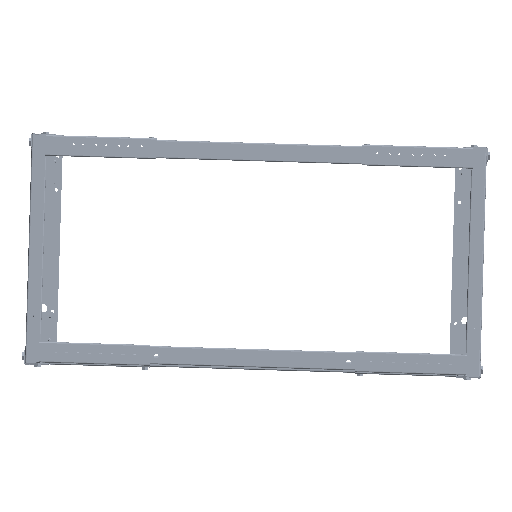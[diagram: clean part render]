
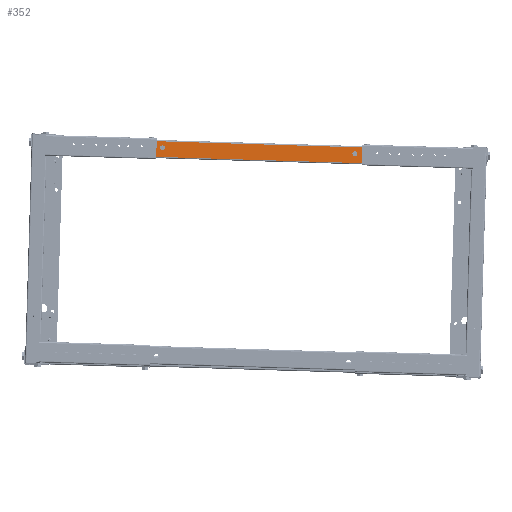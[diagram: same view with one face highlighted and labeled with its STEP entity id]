
A CAD part, top view. The second image highlights one B-rep face of the part: STEP entity #352.
In plain terms, the highlighted face is planar.
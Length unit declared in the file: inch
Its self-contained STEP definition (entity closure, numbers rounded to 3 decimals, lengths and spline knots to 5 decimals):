
#191 = EDGE_CURVE ( 'NONE', #105502, #61442, #107825, .T. ) ;
#352 = ADVANCED_FACE ( 'NONE', ( #25272, #1976, #42980, #17492, #9743 ), #52398, .T. ) ;
#577 = CARTESIAN_POINT ( 'NONE',  ( -0.11811, 0.34028, -8.48819 ) ) ;
#1451 = EDGE_CURVE ( 'NONE', #47649, #53467, #56427, .T. ) ;
#1976 = FACE_BOUND ( 'NONE', #98692, .T. ) ;
#4608 = DIRECTION ( 'NONE',  ( 0., 0., 1. ) ) ;
#6151 = CARTESIAN_POINT ( 'NONE',  ( -0.11811, 0.34028, 9.48819 ) ) ;
#7618 = AXIS2_PLACEMENT_3D ( 'NONE', #103922, #96158, #44560 ) ;
#7736 = CARTESIAN_POINT ( 'NONE',  ( -0.11811, 0.34028, -9.26575 ) ) ;
#8971 = EDGE_LOOP ( 'NONE', ( #25555, #21737 ) ) ;
#9118 = LINE ( 'NONE', #50686, #64644 ) ;
#9338 = CIRCLE ( 'NONE', #71289, 0.22244 ) ;
#9743 = FACE_OUTER_BOUND ( 'NONE', #105667, .T. ) ;
#10397 = AXIS2_PLACEMENT_3D ( 'NONE', #104478, #103387, #78967 ) ;
#10403 = EDGE_CURVE ( 'NONE', #61442, #105502, #63154, .T. ) ;
#12201 = AXIS2_PLACEMENT_3D ( 'NONE', #14232, #57996, #32516 ) ;
#14232 = CARTESIAN_POINT ( 'NONE',  ( -0.11811, 0.34028, 8.48819 ) ) ;
#16840 = VERTEX_POINT ( 'NONE', #7736 ) ;
#17492 = FACE_BOUND ( 'NONE', #8971, .T. ) ;
#17590 = LINE ( 'NONE', #85804, #47615 ) ;
#18655 = VERTEX_POINT ( 'NONE', #61843 ) ;
#19243 = ORIENTED_EDGE ( 'NONE', *, *, #107541, .T. ) ;
#19365 = CARTESIAN_POINT ( 'NONE',  ( -0.11811, 0.34028, 8.48819 ) ) ;
#21737 = ORIENTED_EDGE ( 'NONE', *, *, #86455, .F. ) ;
#22392 = ORIENTED_EDGE ( 'NONE', *, *, #61325, .T. ) ;
#22929 = EDGE_CURVE ( 'NONE', #69997, #109616, #17590, .T. ) ;
#25272 = FACE_BOUND ( 'NONE', #66873, .T. ) ;
#25555 = ORIENTED_EDGE ( 'NONE', *, *, #43188, .F. ) ;
#25988 = AXIS2_PLACEMENT_3D ( 'NONE', #577, #100410, #41590 ) ;
#26335 = DIRECTION ( 'NONE',  ( 1., 0., 0. ) ) ;
#28226 = DIRECTION ( 'NONE',  ( 0., 1., 0. ) ) ;
#28917 = CARTESIAN_POINT ( 'NONE',  ( -0.68898, 0.34028, -9.84252 ) ) ;
#29632 = ORIENTED_EDGE ( 'NONE', *, *, #191, .F. ) ;
#30185 = EDGE_CURVE ( 'NONE', #109616, #18655, #9118, .T. ) ;
#30480 = VERTEX_POINT ( 'NONE', #98305 ) ;
#31807 = ORIENTED_EDGE ( 'NONE', *, *, #62220, .F. ) ;
#32259 = VECTOR ( 'NONE', #49489, 39.37008 ) ;
#32516 = DIRECTION ( 'NONE',  ( 0., 0., 1. ) ) ;
#38326 = CARTESIAN_POINT ( 'NONE',  ( -0.11811, 0.34028, -9.48819 ) ) ;
#38706 = ORIENTED_EDGE ( 'NONE', *, *, #30185, .F. ) ;
#39119 = CARTESIAN_POINT ( 'NONE',  ( -0.11811, 0.34028, 9.71063 ) ) ;
#39928 = DIRECTION ( 'NONE',  ( 0., 1., 0. ) ) ;
#41590 = DIRECTION ( 'NONE',  ( 0., 0., 1. ) ) ;
#42240 = CARTESIAN_POINT ( 'NONE',  ( 0.68898, 0.34028, -9.84252 ) ) ;
#42980 = FACE_BOUND ( 'NONE', #77359, .T. ) ;
#43188 = EDGE_CURVE ( 'NONE', #44102, #63380, #9338, .T. ) ;
#44102 = VERTEX_POINT ( 'NONE', #39119 ) ;
#44156 = DIRECTION ( 'NONE',  ( 0., 0., 1. ) ) ;
#44560 = DIRECTION ( 'NONE',  ( 0., 0., -1. ) ) ;
#44612 = CARTESIAN_POINT ( 'NONE',  ( 0.80709, 0.34028, -9.84252 ) ) ;
#45101 = CIRCLE ( 'NONE', #90973, 0.22244 ) ;
#45604 = LINE ( 'NONE', #76869, #88843 ) ;
#47615 = VECTOR ( 'NONE', #44156, 39.37008 ) ;
#47649 = VERTEX_POINT ( 'NONE', #99290 ) ;
#49489 = DIRECTION ( 'NONE',  ( -1., 0., 0. ) ) ;
#50686 = CARTESIAN_POINT ( 'NONE',  ( 0.68898, 0.34028, 9.84252 ) ) ;
#52398 = PLANE ( 'NONE',  #67041 ) ;
#53217 = CARTESIAN_POINT ( 'NONE',  ( -0.11811, 0.34028, 8.71063 ) ) ;
#53227 = DIRECTION ( 'NONE',  ( 0., 1., 0. ) ) ;
#53467 = VERTEX_POINT ( 'NONE', #58412 ) ;
#56427 = CIRCLE ( 'NONE', #90090, 0.22244 ) ;
#57996 = DIRECTION ( 'NONE',  ( 0., 1., 0. ) ) ;
#58412 = CARTESIAN_POINT ( 'NONE',  ( -0.11811, 0.34028, -8.26575 ) ) ;
#59870 = ORIENTED_EDGE ( 'NONE', *, *, #1451, .F. ) ;
#61325 = EDGE_CURVE ( 'NONE', #69997, #81214, #67208, .T. ) ;
#61442 = VERTEX_POINT ( 'NONE', #105288 ) ;
#61843 = CARTESIAN_POINT ( 'NONE',  ( -0.68898, 0.34028, 9.84252 ) ) ;
#62220 = EDGE_CURVE ( 'NONE', #30480, #16840, #88280, .T. ) ;
#63154 = CIRCLE ( 'NONE', #75559, 0.22244 ) ;
#63380 = VERTEX_POINT ( 'NONE', #66000 ) ;
#64464 = ORIENTED_EDGE ( 'NONE', *, *, #10403, .F. ) ;
#64644 = VECTOR ( 'NONE', #109465, 39.37008 ) ;
#65423 = DIRECTION ( 'NONE',  ( 0., 0., 1. ) ) ;
#66000 = CARTESIAN_POINT ( 'NONE',  ( -0.11811, 0.34028, 9.26575 ) ) ;
#66873 = EDGE_LOOP ( 'NONE', ( #82599, #59870 ) ) ;
#67041 = AXIS2_PLACEMENT_3D ( 'NONE', #44612, #69035, #26335 ) ;
#67208 = LINE ( 'NONE', #42240, #32259 ) ;
#69035 = DIRECTION ( 'NONE',  ( 0., 1., 0. ) ) ;
#69997 = VERTEX_POINT ( 'NONE', #95994 ) ;
#70226 = EDGE_CURVE ( 'NONE', #16840, #30480, #45101, .T. ) ;
#71289 = AXIS2_PLACEMENT_3D ( 'NONE', #6151, #39928, #65423 ) ;
#73809 = CIRCLE ( 'NONE', #25988, 0.22244 ) ;
#75559 = AXIS2_PLACEMENT_3D ( 'NONE', #19365, #28226, #78709 ) ;
#76869 = CARTESIAN_POINT ( 'NONE',  ( -0.68898, 0.34028, -9.84252 ) ) ;
#77359 = EDGE_LOOP ( 'NONE', ( #29632, #64464 ) ) ;
#78709 = DIRECTION ( 'NONE',  ( 0., 0., -1. ) ) ;
#78967 = DIRECTION ( 'NONE',  ( 0., 0., -1. ) ) ;
#81214 = VERTEX_POINT ( 'NONE', #28917 ) ;
#82599 = ORIENTED_EDGE ( 'NONE', *, *, #100584, .F. ) ;
#85804 = CARTESIAN_POINT ( 'NONE',  ( 0.68898, 0.34028, -9.84252 ) ) ;
#85886 = ORIENTED_EDGE ( 'NONE', *, *, #22929, .F. ) ;
#86455 = EDGE_CURVE ( 'NONE', #63380, #44102, #89060, .T. ) ;
#88158 = DIRECTION ( 'NONE',  ( 0., 0., -1. ) ) ;
#88280 = CIRCLE ( 'NONE', #10397, 0.22244 ) ;
#88843 = VECTOR ( 'NONE', #4608, 39.37008 ) ;
#89060 = CIRCLE ( 'NONE', #7618, 0.22244 ) ;
#90090 = AXIS2_PLACEMENT_3D ( 'NONE', #95930, #53227, #88158 ) ;
#90973 = AXIS2_PLACEMENT_3D ( 'NONE', #38326, #96591, #107084 ) ;
#95930 = CARTESIAN_POINT ( 'NONE',  ( -0.11811, 0.34028, -8.48819 ) ) ;
#95994 = CARTESIAN_POINT ( 'NONE',  ( 0.68898, 0.34028, -9.84252 ) ) ;
#96158 = DIRECTION ( 'NONE',  ( 0., 1., 0. ) ) ;
#96591 = DIRECTION ( 'NONE',  ( 0., 1., 0. ) ) ;
#97603 = CARTESIAN_POINT ( 'NONE',  ( 0.68898, 0.34028, 9.84252 ) ) ;
#98305 = CARTESIAN_POINT ( 'NONE',  ( -0.11811, 0.34028, -9.71063 ) ) ;
#98692 = EDGE_LOOP ( 'NONE', ( #102992, #31807 ) ) ;
#99290 = CARTESIAN_POINT ( 'NONE',  ( -0.11811, 0.34028, -8.71063 ) ) ;
#100410 = DIRECTION ( 'NONE',  ( 0., 1., 0. ) ) ;
#100584 = EDGE_CURVE ( 'NONE', #53467, #47649, #73809, .T. ) ;
#102992 = ORIENTED_EDGE ( 'NONE', *, *, #70226, .F. ) ;
#103387 = DIRECTION ( 'NONE',  ( 0., 1., 0. ) ) ;
#103922 = CARTESIAN_POINT ( 'NONE',  ( -0.11811, 0.34028, 9.48819 ) ) ;
#104478 = CARTESIAN_POINT ( 'NONE',  ( -0.11811, 0.34028, -9.48819 ) ) ;
#105288 = CARTESIAN_POINT ( 'NONE',  ( -0.11811, 0.34028, 8.26575 ) ) ;
#105502 = VERTEX_POINT ( 'NONE', #53217 ) ;
#105667 = EDGE_LOOP ( 'NONE', ( #19243, #38706, #85886, #22392 ) ) ;
#107084 = DIRECTION ( 'NONE',  ( 0., 0., 1. ) ) ;
#107541 = EDGE_CURVE ( 'NONE', #81214, #18655, #45604, .T. ) ;
#107825 = CIRCLE ( 'NONE', #12201, 0.22244 ) ;
#109465 = DIRECTION ( 'NONE',  ( -1., 0., 0. ) ) ;
#109616 = VERTEX_POINT ( 'NONE', #97603 ) ;
